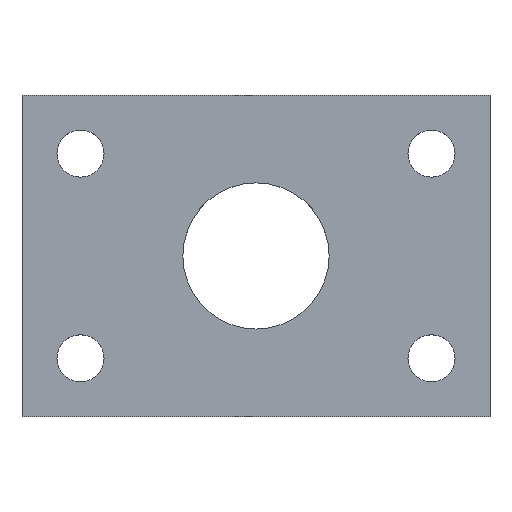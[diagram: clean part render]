
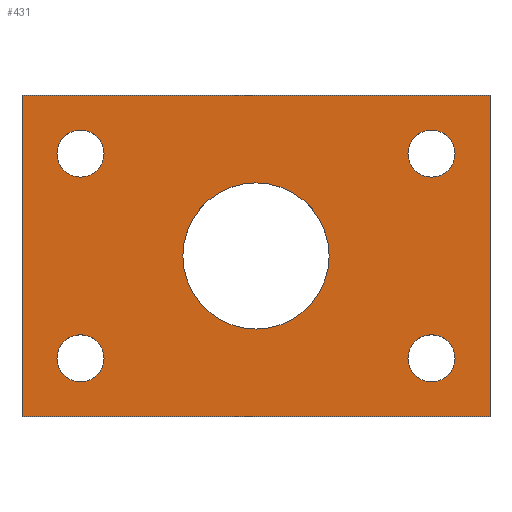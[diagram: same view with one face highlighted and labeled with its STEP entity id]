
A CAD part, top view. The second image highlights one B-rep face of the part: STEP entity #431.
In plain terms, the highlighted planar face has unit normal (0, 0, 1).
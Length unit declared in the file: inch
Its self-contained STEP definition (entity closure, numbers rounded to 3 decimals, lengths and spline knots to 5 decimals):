
#90=CARTESIAN_POINT('',(0.8505,-0.4375,0.125));
#91=VERTEX_POINT('',#90);
#92=CARTESIAN_POINT('',(0.75,-0.4375,0.125));
#93=DIRECTION('',(0.0,0.0,-1.0));
#94=DIRECTION('',(1.0,0.0,0.0));
#95=AXIS2_PLACEMENT_3D('',#92,#93,#94);
#96=CIRCLE('',#95,0.1005);
#97=EDGE_CURVE('',#91,#91,#96,.T.);
#118=CARTESIAN_POINT('',(-0.6495,-0.4375,0.125));
#119=VERTEX_POINT('',#118);
#120=CARTESIAN_POINT('',(-0.75,-0.4375,0.125));
#121=DIRECTION('',(0.0,0.0,-1.0));
#122=DIRECTION('',(1.0,0.0,0.0));
#123=AXIS2_PLACEMENT_3D('',#120,#121,#122);
#124=CIRCLE('',#123,0.1005);
#125=EDGE_CURVE('',#119,#119,#124,.T.);
#146=CARTESIAN_POINT('',(0.8505,0.4375,0.125));
#147=VERTEX_POINT('',#146);
#148=CARTESIAN_POINT('',(0.75,0.4375,0.125));
#149=DIRECTION('',(0.0,0.0,-1.0));
#150=DIRECTION('',(1.0,0.0,0.0));
#151=AXIS2_PLACEMENT_3D('',#148,#149,#150);
#152=CIRCLE('',#151,0.1005);
#153=EDGE_CURVE('',#147,#147,#152,.T.);
#174=CARTESIAN_POINT('',(-0.6495,0.4375,0.125));
#175=VERTEX_POINT('',#174);
#176=CARTESIAN_POINT('',(-0.75,0.4375,0.125));
#177=DIRECTION('',(0.0,0.0,-1.0));
#178=DIRECTION('',(1.0,0.0,0.0));
#179=AXIS2_PLACEMENT_3D('',#176,#177,#178);
#180=CIRCLE('',#179,0.1005);
#181=EDGE_CURVE('',#175,#175,#180,.T.);
#242=CARTESIAN_POINT('',(0.3125,0.,0.125));
#243=VERTEX_POINT('',#242);
#244=CARTESIAN_POINT('',(0.0,0.0,0.125));
#245=DIRECTION('',(0.0,0.0,-1.0));
#246=DIRECTION('',(-1.0,0.0,0.0));
#247=AXIS2_PLACEMENT_3D('',#244,#245,#246);
#248=CIRCLE('',#247,0.3125);
#249=EDGE_CURVE('',#243,#243,#248,.T.);
#314=CARTESIAN_POINT('',(1.0,0.6875,0.125));
#315=VERTEX_POINT('',#314);
#316=CARTESIAN_POINT('',(1.0,-0.6875,0.125));
#317=VERTEX_POINT('',#316);
#318=CARTESIAN_POINT('',(1.0,0.6875,0.125));
#319=DIRECTION('',(0.0,-1.0,0.0));
#320=VECTOR('',#319,1.375);
#321=LINE('',#318,#320);
#322=EDGE_CURVE('',#315,#317,#321,.T.);
#345=CARTESIAN_POINT('',(-1.0,-0.6875,0.125));
#346=VERTEX_POINT('',#345);
#347=CARTESIAN_POINT('',(1.0,-0.6875,0.125));
#348=DIRECTION('',(-1.0,0.0,0.0));
#349=VECTOR('',#348,2.0);
#350=LINE('',#347,#349);
#351=EDGE_CURVE('',#317,#346,#350,.T.);
#369=CARTESIAN_POINT('',(-1.0,0.6875,0.125));
#370=VERTEX_POINT('',#369);
#371=CARTESIAN_POINT('',(-1.0,-0.6875,0.125));
#372=DIRECTION('',(0.0,1.0,0.0));
#373=VECTOR('',#372,1.375);
#374=LINE('',#371,#373);
#375=EDGE_CURVE('',#346,#370,#374,.T.);
#393=CARTESIAN_POINT('',(-1.0,0.6875,0.125));
#394=DIRECTION('',(1.0,0.0,0.0));
#395=VECTOR('',#394,2.0);
#396=LINE('',#393,#395);
#397=EDGE_CURVE('',#370,#315,#396,.T.);
#405=CARTESIAN_POINT('',(0.0,0.,0.125));
#406=DIRECTION('',(0.0,0.0,1.0));
#407=DIRECTION('',(1.0,0.0,0.0));
#408=AXIS2_PLACEMENT_3D('',#405,#406,#407);
#409=PLANE('',#408);
#410=ORIENTED_EDGE('',*,*,#322,.F.);
#411=ORIENTED_EDGE('',*,*,#397,.F.);
#412=ORIENTED_EDGE('',*,*,#375,.F.);
#413=ORIENTED_EDGE('',*,*,#351,.F.);
#414=EDGE_LOOP('',(#410,#411,#412,#413));
#415=FACE_OUTER_BOUND('',#414,.T.);
#416=ORIENTED_EDGE('',*,*,#97,.T.);
#417=EDGE_LOOP('',(#416));
#418=FACE_BOUND('',#417,.T.);
#419=ORIENTED_EDGE('',*,*,#125,.T.);
#420=EDGE_LOOP('',(#419));
#421=FACE_BOUND('',#420,.T.);
#422=ORIENTED_EDGE('',*,*,#153,.T.);
#423=EDGE_LOOP('',(#422));
#424=FACE_BOUND('',#423,.T.);
#425=ORIENTED_EDGE('',*,*,#181,.T.);
#426=EDGE_LOOP('',(#425));
#427=FACE_BOUND('',#426,.T.);
#428=ORIENTED_EDGE('',*,*,#249,.T.);
#429=EDGE_LOOP('',(#428));
#430=FACE_BOUND('',#429,.T.);
#431=ADVANCED_FACE('',(#415,#418,#421,#424,#427,#430),#409,.T.);
